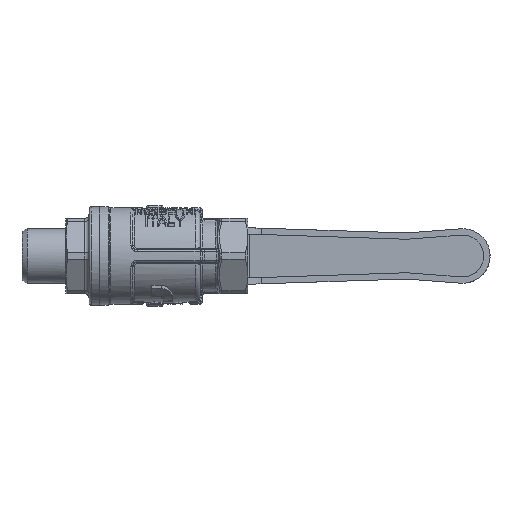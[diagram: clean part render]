
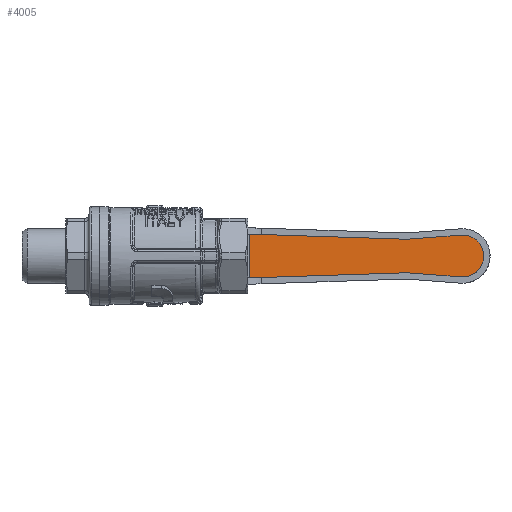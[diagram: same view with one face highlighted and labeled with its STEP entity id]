
A CAD part, front view. The second image highlights one B-rep face of the part: STEP entity #4005.
In plain terms, the highlighted planar face has unit normal (0, -1, 0).
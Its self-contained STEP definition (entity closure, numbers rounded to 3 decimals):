
#419 = VERTEX_POINT ( 'NONE', #30800 ) ;
#606 = CARTESIAN_POINT ( 'NONE',  ( 73.249, 35.8, 4.995 ) ) ;
#1037 = VERTEX_POINT ( 'NONE', #50004 ) ;
#1144 = CARTESIAN_POINT ( 'NONE',  ( 73.124, 35.8, 4.986 ) ) ;
#1703 = CARTESIAN_POINT ( 'NONE',  ( 22.657, 35.8, -5.228 ) ) ;
#1719 = CARTESIAN_POINT ( 'NONE',  ( 73.124, 35.8, -4.986 ) ) ;
#2488 = EDGE_CURVE ( 'NONE', #3482, #13464, #14656, .T. ) ;
#3482 = VERTEX_POINT ( 'NONE', #10161 ) ;
#4005 = ADVANCED_FACE ( 'NONE', ( #4479 ), #10630, .F. ) ;
#4041 = CARTESIAN_POINT ( 'NONE',  ( 73.828, 35.8, -5. ) ) ;
#4220 = CARTESIAN_POINT ( 'NONE',  ( 77.268, 35.8, 3.303 ) ) ;
#4370 = CARTESIAN_POINT ( 'NONE',  ( 22.657, 35.8, -1.743 ) ) ;
#4387 = CARTESIAN_POINT ( 'NONE',  ( 74.798, 35.8, -4.84 ) ) ;
#4479 = FACE_OUTER_BOUND ( 'NONE', #50997, .T. ) ;
#4826 = B_SPLINE_CURVE_WITH_KNOTS ( 'NONE', 3,
 ( #9441, #33692, #9962, #38052 ),
 .UNSPECIFIED., .F., .F.,
 ( 4, 4 ),
 ( 0., 1. ),
 .UNSPECIFIED. ) ;
#5082 = EDGE_CURVE ( 'NONE', #47643, #419, #49699, .T. ) ;
#5099 = B_SPLINE_CURVE_WITH_KNOTS ( 'NONE', 3,
 ( #47886, #48076, #48237, #11371 ),
 .UNSPECIFIED., .F., .F.,
 ( 4, 4 ),
 ( 0., 1. ),
 .UNSPECIFIED. ) ;
#5204 = CARTESIAN_POINT ( 'NONE',  ( 60.032, 35.8, -3.998 ) ) ;
#7029 = ORIENTED_EDGE ( 'NONE', *, *, #9319, .F. ) ;
#7937 = ORIENTED_EDGE ( 'NONE', *, *, #50918, .F. ) ;
#8101 = CARTESIAN_POINT ( 'NONE',  ( 78.468, 35.8, 0.653 ) ) ;
#8262 = CARTESIAN_POINT ( 'NONE',  ( 74.806, 35.8, 4.871 ) ) ;
#8529 = B_SPLINE_CURVE_WITH_KNOTS ( 'NONE', 3,
 ( #49988, #17401, #45777, #25971 ),
 .UNSPECIFIED., .F., .F.,
 ( 4, 4 ),
 ( 0., 1. ),
 .UNSPECIFIED. ) ;
#8609 = CARTESIAN_POINT ( 'NONE',  ( 78.245, 35.8, 1.61 ) ) ;
#8869 = EDGE_CURVE ( 'NONE', #1037, #3482, #42998, .T. ) ;
#9319 = EDGE_CURVE ( 'NONE', #35220, #39133, #38167, .T. ) ;
#9441 = CARTESIAN_POINT ( 'NONE',  ( 22.657, 35.8, 5.228 ) ) ;
#9841 = VERTEX_POINT ( 'NONE', #14802 ) ;
#9962 = CARTESIAN_POINT ( 'NONE',  ( 47.574, 35.8, 4.408 ) ) ;
#10161 = CARTESIAN_POINT ( 'NONE',  ( 73.124, 35.8, 4.986 ) ) ;
#10630 = PLANE ( 'NONE',  #44712 ) ;
#10961 = EDGE_CURVE ( 'NONE', #9841, #13464, #47385, .T. ) ;
#11139 = CARTESIAN_POINT ( 'NONE',  ( 73.5, 35.8, 5. ) ) ;
#11371 = CARTESIAN_POINT ( 'NONE',  ( 22.657, 35.8, -5.228 ) ) ;
#11986 = CARTESIAN_POINT ( 'NONE',  ( 75.717, 35.8, -4.494 ) ) ;
#12164 = CARTESIAN_POINT ( 'NONE',  ( 78.34, 35.8, 1.298 ) ) ;
#12672 = CARTESIAN_POINT ( 'NONE',  ( 73.5, 35.8, 5. ) ) ;
#13464 = VERTEX_POINT ( 'NONE', #11139 ) ;
#14491 = CARTESIAN_POINT ( 'NONE',  ( 73.124, 35.8, 4.986 ) ) ;
#14656 = B_SPLINE_CURVE_WITH_KNOTS ( 'NONE', 3,
 ( #1144, #606, #24556, #48746 ),
 .UNSPECIFIED., .F., .F.,
 ( 4, 4 ),
 ( 0., 1. ),
 .UNSPECIFIED. ) ;
#14802 = CARTESIAN_POINT ( 'NONE',  ( 73.5, 35.8, -5. ) ) ;
#16059 = CARTESIAN_POINT ( 'NONE',  ( 77.268, 35.8, -3.303 ) ) ;
#16230 = CARTESIAN_POINT ( 'NONE',  ( 77.994, 35.8, -2.217 ) ) ;
#17234 = ORIENTED_EDGE ( 'NONE', *, *, #18102, .F. ) ;
#17401 = CARTESIAN_POINT ( 'NONE',  ( 73.375, 35.8, -5. ) ) ;
#18102 = EDGE_CURVE ( 'NONE', #9841, #47643, #8529, .T. ) ;
#18126 = EDGE_CURVE ( 'NONE', #39133, #1037, #4826, .T. ) ;
#20097 = CARTESIAN_POINT ( 'NONE',  ( 78.245, 35.8, -1.61 ) ) ;
#20439 = CARTESIAN_POINT ( 'NONE',  ( 77.475, 35.8, -3.051 ) ) ;
#20608 = CARTESIAN_POINT ( 'NONE',  ( 75.11, 35.8, -4.745 ) ) ;
#22738 = CARTESIAN_POINT ( 'NONE',  ( 68.76, 35.8, 4.657 ) ) ;
#24009 = ORIENTED_EDGE ( 'NONE', *, *, #2488, .F. ) ;
#24108 = CARTESIAN_POINT ( 'NONE',  ( 22.657, 35.8, 5.228 ) ) ;
#24479 = CARTESIAN_POINT ( 'NONE',  ( 76.803, 35.8, 3.768 ) ) ;
#24556 = CARTESIAN_POINT ( 'NONE',  ( 73.375, 35.8, 5. ) ) ;
#25971 = CARTESIAN_POINT ( 'NONE',  ( 73.124, 35.8, -4.986 ) ) ;
#27353 = ORIENTED_EDGE ( 'NONE', *, *, #18126, .F. ) ;
#28156 = CARTESIAN_POINT ( 'NONE',  ( 73.5, 35.8, -5. ) ) ;
#28317 = CARTESIAN_POINT ( 'NONE',  ( 76.551, 35.8, -3.975 ) ) ;
#28875 = CARTESIAN_POINT ( 'NONE',  ( 22.657, 35.8, 5.228 ) ) ;
#29323 = CARTESIAN_POINT ( 'NONE',  ( 68.76, 35.8, -4.657 ) ) ;
#30800 = CARTESIAN_POINT ( 'NONE',  ( 60.032, 35.8, -3.998 ) ) ;
#32192 = CARTESIAN_POINT ( 'NONE',  ( 78.5, 35.8, -0.329 ) ) ;
#32384 = CARTESIAN_POINT ( 'NONE',  ( 75.717, 35.8, 4.494 ) ) ;
#32713 = CARTESIAN_POINT ( 'NONE',  ( 78.468, 35.8, -0.653 ) ) ;
#33692 = CARTESIAN_POINT ( 'NONE',  ( 35.115, 35.8, 4.818 ) ) ;
#35220 = VERTEX_POINT ( 'NONE', #1703 ) ;
#36527 = CARTESIAN_POINT ( 'NONE',  ( 77.475, 35.8, 3.051 ) ) ;
#36716 = CARTESIAN_POINT ( 'NONE',  ( 74.156, 35.8, 5. ) ) ;
#37712 = CARTESIAN_POINT ( 'NONE',  ( 64.396, 35.8, -4.327 ) ) ;
#38052 = CARTESIAN_POINT ( 'NONE',  ( 60.032, 35.8, 3.998 ) ) ;
#38167 = B_SPLINE_CURVE_WITH_KNOTS ( 'NONE', 3,
 ( #48473, #4370, #40076, #24108 ),
 .UNSPECIFIED., .F., .F.,
 ( 4, 4 ),
 ( 0., 1. ),
 .UNSPECIFIED. ) ;
#39014 = ORIENTED_EDGE ( 'NONE', *, *, #5082, .F. ) ;
#39133 = VERTEX_POINT ( 'NONE', #28875 ) ;
#40076 = CARTESIAN_POINT ( 'NONE',  ( 22.657, 35.8, 1.743 ) ) ;
#40091 = CARTESIAN_POINT ( 'NONE',  ( 76.005, 35.8, -4.34 ) ) ;
#40247 = CARTESIAN_POINT ( 'NONE',  ( 77.994, 35.8, 2.217 ) ) ;
#42720 = CARTESIAN_POINT ( 'NONE',  ( 64.396, 35.8, 4.327 ) ) ;
#42998 = B_SPLINE_CURVE_WITH_KNOTS ( 'NONE', 3,
 ( #50124, #42720, #22738, #14491 ),
 .UNSPECIFIED., .F., .F.,
 ( 4, 4 ),
 ( 0., 1. ),
 .UNSPECIFIED. ) ;
#43927 = CARTESIAN_POINT ( 'NONE',  ( 76.005, 35.8, 4.34 ) ) ;
#44095 = CARTESIAN_POINT ( 'NONE',  ( 77.84, 35.8, -2.505 ) ) ;
#44279 = CARTESIAN_POINT ( 'NONE',  ( 77.84, 35.8, 2.505 ) ) ;
#44438 = ORIENTED_EDGE ( 'NONE', *, *, #10961, .T. ) ;
#44456 = CARTESIAN_POINT ( 'NONE',  ( 74.153, 35.8, -4.968 ) ) ;
#44712 = AXIS2_PLACEMENT_3D ( 'NONE', #50851, #47330, #51204 ) ;
#45777 = CARTESIAN_POINT ( 'NONE',  ( 73.249, 35.8, -4.995 ) ) ;
#47330 = DIRECTION ( 'NONE',  ( 0., 1., 0. ) ) ;
#47385 = B_SPLINE_CURVE_WITH_KNOTS ( 'NONE', 3,
 ( #28156, #4041, #44456, #4387, #20608, #11986, #40091, #28317, #48655, #16059, #20439, #44095, #16230, #20097, #48160, #32713, #32192, #48487, #8101, #12164, #8609, #40247, #44279, #36527, #4220, #24479, #48315, #43927, #32384, #8262, #36716, #12672 ),
 .UNSPECIFIED., .F., .F.,
 ( 4, 2, 2, 2, 2, 2, 2, 2, 2, 2, 2, 2, 2, 2, 2, 4 ),
 ( 0., 0.063, 0.125, 0.188, 0.25, 0.313, 0.375, 0.438, 0.5, 0.563, 0.625, 0.688, 0.75, 0.813, 0.875, 1. ),
 .UNSPECIFIED. ) ;
#47643 = VERTEX_POINT ( 'NONE', #49023 ) ;
#47886 = CARTESIAN_POINT ( 'NONE',  ( 60.032, 35.8, -3.998 ) ) ;
#48076 = CARTESIAN_POINT ( 'NONE',  ( 47.574, 35.8, -4.408 ) ) ;
#48160 = CARTESIAN_POINT ( 'NONE',  ( 78.34, 35.8, -1.298 ) ) ;
#48237 = CARTESIAN_POINT ( 'NONE',  ( 35.115, 35.8, -4.818 ) ) ;
#48315 = CARTESIAN_POINT ( 'NONE',  ( 76.551, 35.8, 3.975 ) ) ;
#48396 = ORIENTED_EDGE ( 'NONE', *, *, #8869, .F. ) ;
#48473 = CARTESIAN_POINT ( 'NONE',  ( 22.657, 35.8, -5.228 ) ) ;
#48487 = CARTESIAN_POINT ( 'NONE',  ( 78.5, 35.8, 0.329 ) ) ;
#48655 = CARTESIAN_POINT ( 'NONE',  ( 76.803, 35.8, -3.768 ) ) ;
#48746 = CARTESIAN_POINT ( 'NONE',  ( 73.5, 35.8, 5. ) ) ;
#49023 = CARTESIAN_POINT ( 'NONE',  ( 73.124, 35.8, -4.986 ) ) ;
#49699 = B_SPLINE_CURVE_WITH_KNOTS ( 'NONE', 3,
 ( #1719, #29323, #37712, #5204 ),
 .UNSPECIFIED., .F., .F.,
 ( 4, 4 ),
 ( 0., 1. ),
 .UNSPECIFIED. ) ;
#49988 = CARTESIAN_POINT ( 'NONE',  ( 73.5, 35.8, -5. ) ) ;
#50004 = CARTESIAN_POINT ( 'NONE',  ( 60.032, 35.8, 3.998 ) ) ;
#50124 = CARTESIAN_POINT ( 'NONE',  ( 60.032, 35.8, 3.998 ) ) ;
#50851 = CARTESIAN_POINT ( 'NONE',  ( 73.5, 35.8, 0. ) ) ;
#50918 = EDGE_CURVE ( 'NONE', #419, #35220, #5099, .T. ) ;
#50997 = EDGE_LOOP ( 'NONE', ( #39014, #17234, #44438, #24009, #48396, #27353, #7029, #7937 ) ) ;
#51204 = DIRECTION ( 'NONE',  ( 1., 0., 0. ) ) ;
